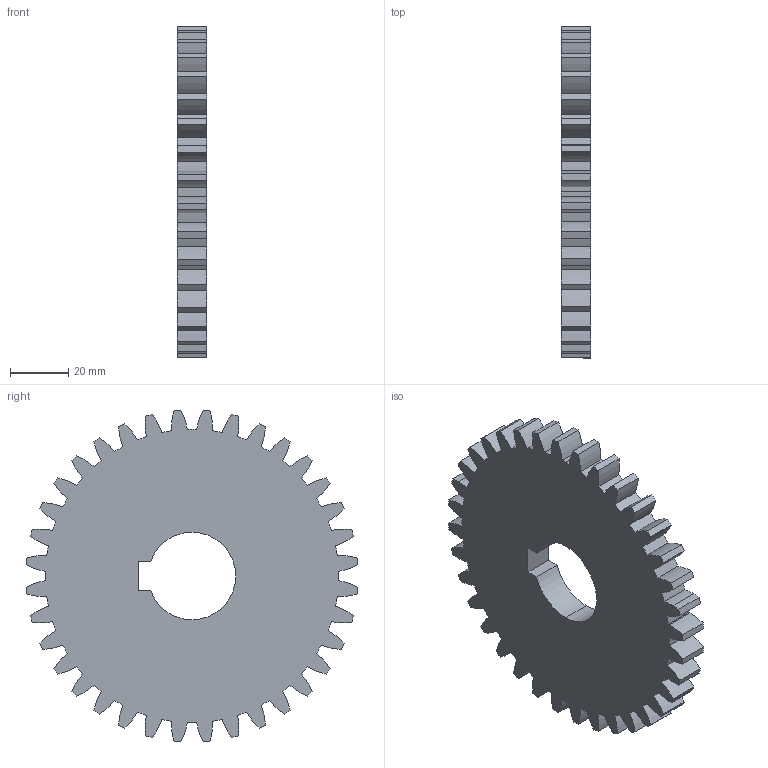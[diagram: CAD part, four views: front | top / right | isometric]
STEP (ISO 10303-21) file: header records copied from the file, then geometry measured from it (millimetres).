
FILE_DESCRIPTION (( 'STEP AP203' ), '1' );
FILE_NAME ('spur gear_am_Metric - Spur gear 3M 36T 14.5PA 10FW ---S36N75H50L30R1_sldprt.STEP', '2020-10-25T15:21:19', ( '' ), ( '' ), 'SwSTEP 2.0', 'SolidWorks 2019', '' );
FILE_SCHEMA (( 'CONFIG_CONTROL_DESIGN' ));
Length unit declared in the file: millimetre
Products named in the file (1): spur gear_am_Metric - Spur gear 3M 36T 14.5PA 10FW ---S36N75H50L30R1_sldprt
Bounding box: 10 x 113.75 x 113.75 mm (x, y, z)
Volume: 82403.1 mm3; surface area: 24584.7 mm2
Topology: 1 solids, 1 shells, 157 faces, 465 edges, 310 vertices
Faces by surface type: cylinder 152, plane 5
Entity records: 5524 total; most frequent: DIRECTION 1085, CARTESIAN_POINT 933, ORIENTED_EDGE 930, EDGE_CURVE 465, AXIS2_PLACEMENT_3D 462, VERTEX_POINT 310, CIRCLE 304, VECTOR 161
